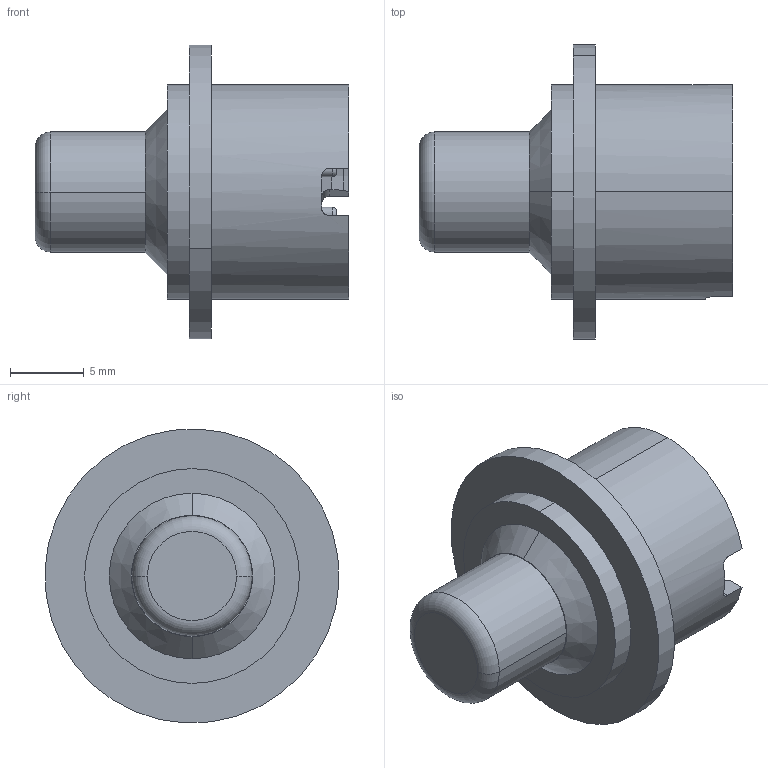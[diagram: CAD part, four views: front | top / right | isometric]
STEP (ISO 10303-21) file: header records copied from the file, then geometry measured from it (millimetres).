
FILE_DESCRIPTION (( 'STEP AP214' ), '1' );
FILE_NAME ('ISO IMI.STEP', '2015-01-12T16:57:23', ( '' ), ( '' ), 'SwSTEP 2.0', 'SolidWorks 2012', '' );
FILE_SCHEMA (( 'AUTOMOTIVE_DESIGN' ));
Length unit declared in the file: millimetre
Products named in the file (4): ISO IMI; COLLAR_-01; OVERMOLDING_-01; INITIATOR_8.6 can
Assembly tree (3 placements, depth 2):
  ISO IMI
    OVERMOLDING_-01
    COLLAR_-01
    INITIATOR_8.6 can
Bounding box: 21.33 x 19.98 x 19.98 mm (x, y, z)
Volume: 1984.7 mm3; surface area: 2596.4 mm2
Topology: 3 solids, 3 shells, 135 faces, 308 edges, 188 vertices
Faces by surface type: cylinder 62, plane 33, torus 25, cone 15
Entity records: 4416 total; most frequent: CARTESIAN_POINT 797, DIRECTION 726, ORIENTED_EDGE 616, AXIS2_PLACEMENT_3D 309, EDGE_CURVE 308, VERTEX_POINT 188, CIRCLE 168, EDGE_LOOP 150
